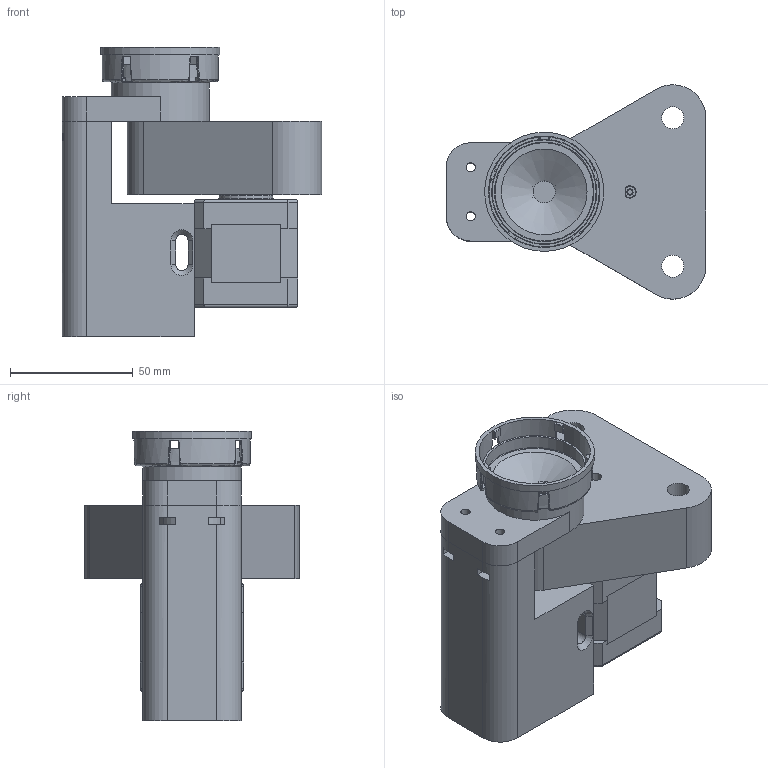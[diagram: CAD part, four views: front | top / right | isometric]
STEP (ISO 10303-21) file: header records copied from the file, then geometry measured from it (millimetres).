
FILE_DESCRIPTION(/* description */ ('STEP AP242','CAx-IF Rec.Pracs.---Representation and Presentation of Product Manufacturing Information (PMI)---4.0---2014-10-13','CAx-IF Rec.Pracs.---3D Tessellated Geometry---0.4---2014-09-14','2;1'),/* implementation_level */ '2;1');
FILE_NAME(/* name */ '6326a73e0e9a8553578ac8e7',/* time_stamp */ '2022-09-18T05:06:07+00:00',/* author */ (''),/* organization */ (''),/* preprocessor_version */ 'ST-DEVELOPER v18.102',/* originating_system */ ' ',/* authorisation */ ' ');
FILE_SCHEMA (('AP242_MANAGED_MODEL_BASED_3D_ENGINEERING_MIM_LF { 1 0 10303 442 1 1 4 }'));
Length unit declared in the file: metre
Products named in the file (13): Part 3; Part 2; Base; Cuerpo; Tapa; pan cross head_am_B18.6.7M - M3 x 0.5 x 5 Type I Cross Recessed PHMS 
--5N; pan cross head_am_B18.6.7M - M3 x 0.5 x 5 Type I Cross Recessed PHMS 
--5N_1; pan cross head_am_B18.6.7M - M3 x 0.5 x 5 Type I Cross Recessed PHMS 
--5N_2; pan cross head_am_B18.6.7M - M3 x 0.5 x 5 Type I Cross Recessed PHMS 
--5N_3; Eje; instrument ball bearing_68_am_AFBMA 12.1.4.1 - 0050-11 - 10,SI,NC,10_
68; instrument ball bearing_68_am_AFBMA 12.1.4.1 - 0050-11 - 10,SI,NC,10_
68_1; Part 1
Bounding box: 105.96 x 87.53 x 118.2 mm (x, y, z)
Volume: 373919.6 mm3; surface area: 76070 mm2
Topology: 13 solids, 13 shells, 419 faces, 994 edges, 608 vertices
Faces by surface type: plane 202, cylinder 116, torus 61, bspline 20, sphere 14, cone 6
Full cylindrical faces by diameter (mm): 2 x1, 3 x12, 3.75 x6, 5 x5, 5.6 x4, 6.2 x4, 6.8 x4, 9 x3, 9.2 x4, 11 x5, 22 x1, 40.132 x1, 40.64 x1, 42.418 x1, 45.466 x1, 47.371 x1, 48.641 x1
Entity records: 11959 total; most frequent: CARTESIAN_POINT 2407, DIRECTION 2018, ORIENTED_EDGE 1748, EDGE_CURVE 874, AXIS2_PLACEMENT_3D 812, VERTEX_POINT 591, EDGE_LOOP 583, FACE_BOUND 583
